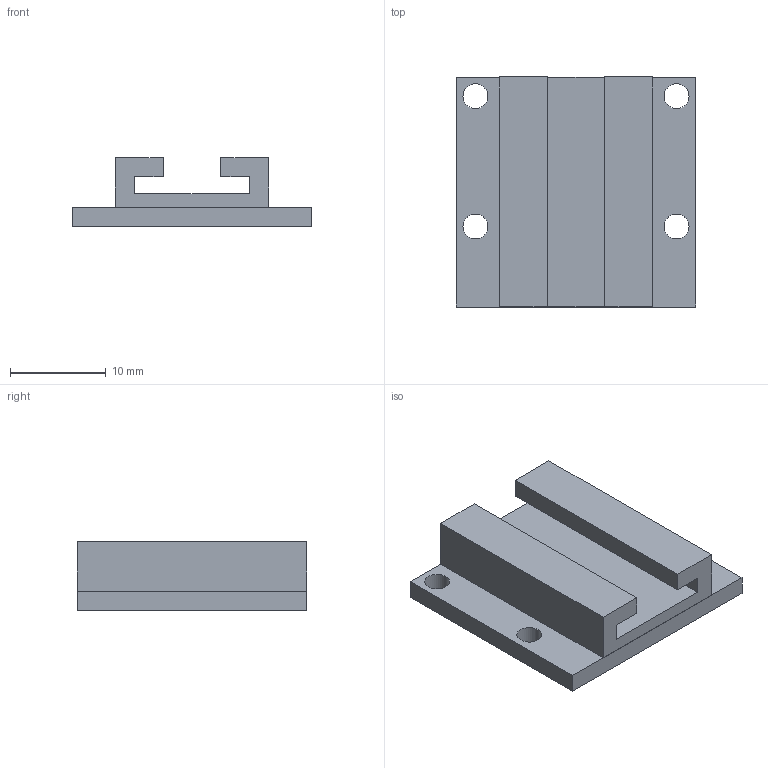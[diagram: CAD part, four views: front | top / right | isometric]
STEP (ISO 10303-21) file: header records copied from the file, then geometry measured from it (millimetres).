
FILE_DESCRIPTION(('FreeCAD Model'),'2;1');
FILE_NAME('Open CASCADE Shape Model','2024-10-10T10:37:49',(''),(''), 'Open CASCADE STEP processor 7.7','FreeCAD','Unknown');
FILE_SCHEMA(('AUTOMOTIVE_DESIGN { 1 0 10303 214 1 1 1 1 }'));
Length unit declared in the file: millimetre
Products named in the file (5): rdk_x3_camera_holder; Body-board; Body-clip; Pad-board; Sketch-board
Assembly tree (4 placements, depth 2):
  rdk_x3_camera_holder
    Body-board
    Body-clip
    Pad-board
    Sketch-board
Bounding box: 25 x 24 x 7.2 mm (x, y, z)
Volume: 3505.5 mm3; surface area: 4424.9 mm2
Topology: 3 solids, 3 shells, 34 faces, 92 edges, 68 vertices
Faces by surface type: plane 26, cylinder 8
Full cylindrical faces by diameter (mm): 2.6 x8
Entity records: 1258 total; most frequent: CARTESIAN_POINT 203, DIRECTION 190, ORIENTED_EDGE 168, EDGE_CURVE 84, LINE 72, VECTOR 72, AXIS2_PLACEMENT_3D 59, VERTEX_POINT 56
